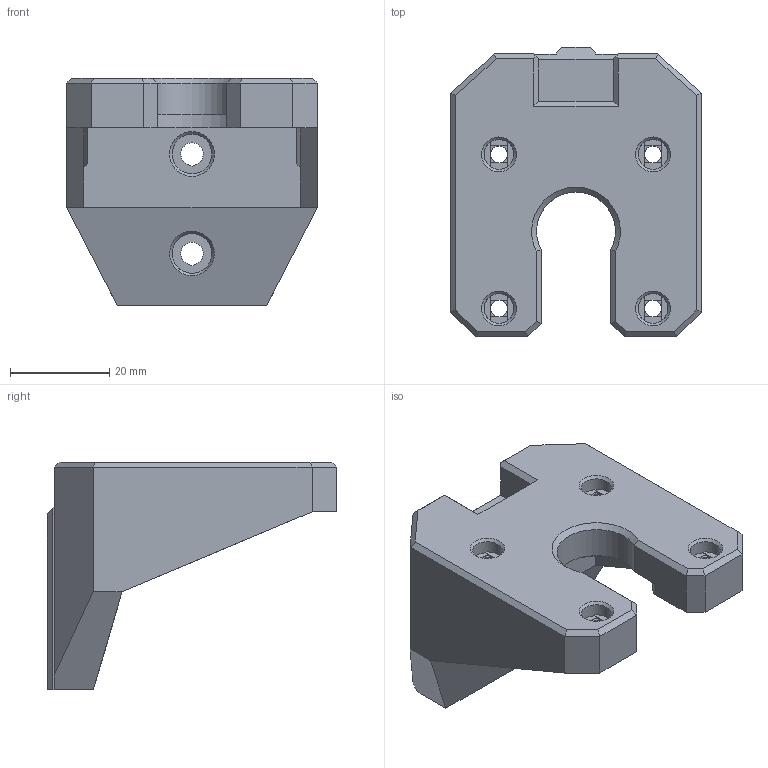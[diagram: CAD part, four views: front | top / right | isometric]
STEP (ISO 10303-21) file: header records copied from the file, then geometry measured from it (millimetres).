
FILE_DESCRIPTION(/* description */ (''),/* implementation_level */ '2;1');
FILE_NAME(/* name */ 'Z-Motor Mount.step',/* time_stamp */ '2023-01-10T15:23:39+07:00',/* author */ (''),/* organization */ (''),/* preprocessor_version */ 'ST-DEVELOPER v19.2',/* originating_system */ 'Autodesk Translation Framework v11.17.0.187',/* authorisation */ '');
FILE_SCHEMA (('AUTOMOTIVE_DESIGN { 1 0 10303 214 3 1 1 }'));
Length unit declared in the file: millimetre
Products named in the file (1): Z-Motor Mount
Bounding box: 50.45 x 58.3 x 45.8 mm (x, y, z)
Volume: 41605.9 mm3; surface area: 12822.5 mm2
Topology: 1 solids, 1 shells, 138 faces, 351 edges, 217 vertices
Faces by surface type: plane 115, cylinder 16, cone 6, bspline 1
Full cylindrical faces by diameter (mm): 3.4 x4, 6 x4, 8 x2
Entity records: 4189 total; most frequent: CARTESIAN_POINT 770, ORIENTED_EDGE 702, DIRECTION 689, EDGE_CURVE 351, LINE 281, VECTOR 281, VERTEX_POINT 217, AXIS2_PLACEMENT_3D 204
